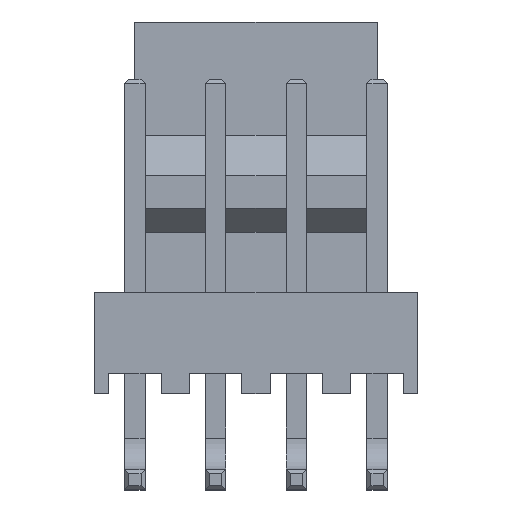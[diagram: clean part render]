
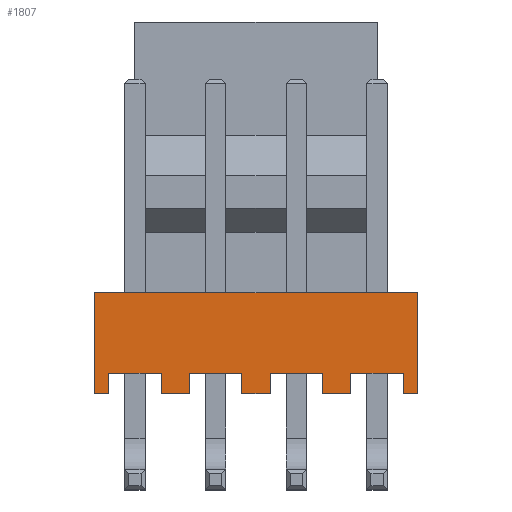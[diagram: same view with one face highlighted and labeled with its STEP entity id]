
A CAD part, top view. The second image highlights one B-rep face of the part: STEP entity #1807.
In plain terms, the highlighted planar face has unit normal (0, 0, 1).
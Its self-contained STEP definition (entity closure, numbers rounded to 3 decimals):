
#1=DIRECTION('',(0.,-1.,0.));
#2=VECTOR('',#1,3.175);
#3=CARTESIAN_POINT('',(-5.08,1.588,2.972));
#4=LINE('',#3,#2);
#17=DIRECTION('',(0.,1.,0.));
#18=VECTOR('',#17,0.635);
#19=CARTESIAN_POINT('',(-4.636,-1.588,2.972));
#20=LINE('',#19,#18);
#21=DIRECTION('',(1.,0.,0.));
#22=VECTOR('',#21,10.16);
#23=CARTESIAN_POINT('',(-5.08,1.588,2.972));
#24=LINE('',#23,#22);
#25=DIRECTION('',(0.,1.,0.));
#26=VECTOR('',#25,0.635);
#27=CARTESIAN_POINT('',(4.636,-1.588,2.972));
#28=LINE('',#27,#26);
#29=DIRECTION('',(-1.,0.,0.));
#30=VECTOR('',#29,1.651);
#31=CARTESIAN_POINT('',(4.636,-0.953,2.972));
#32=LINE('',#31,#30);
#33=DIRECTION('',(0.,1.,0.));
#34=VECTOR('',#33,0.635);
#35=CARTESIAN_POINT('',(2.985,-1.588,2.972));
#36=LINE('',#35,#34);
#37=DIRECTION('',(0.,1.,0.));
#38=VECTOR('',#37,0.635);
#39=CARTESIAN_POINT('',(2.096,-1.588,2.972));
#40=LINE('',#39,#38);
#41=DIRECTION('',(-1.,0.,0.));
#42=VECTOR('',#41,1.651);
#43=CARTESIAN_POINT('',(2.096,-0.953,2.972));
#44=LINE('',#43,#42);
#45=DIRECTION('',(0.,1.,0.));
#46=VECTOR('',#45,0.635);
#47=CARTESIAN_POINT('',(0.445,-1.588,2.972));
#48=LINE('',#47,#46);
#49=DIRECTION('',(0.,1.,0.));
#50=VECTOR('',#49,0.635);
#51=CARTESIAN_POINT('',(-0.445,-1.588,2.972));
#52=LINE('',#51,#50);
#53=DIRECTION('',(-1.,0.,0.));
#54=VECTOR('',#53,1.651);
#55=CARTESIAN_POINT('',(-0.445,-0.953,2.972));
#56=LINE('',#55,#54);
#57=DIRECTION('',(0.,1.,0.));
#58=VECTOR('',#57,0.635);
#59=CARTESIAN_POINT('',(-2.096,-1.588,2.972));
#60=LINE('',#59,#58);
#61=DIRECTION('',(0.,1.,0.));
#62=VECTOR('',#61,0.635);
#63=CARTESIAN_POINT('',(-2.985,-1.588,2.972));
#64=LINE('',#63,#62);
#65=DIRECTION('',(-1.,0.,0.));
#66=VECTOR('',#65,1.651);
#67=CARTESIAN_POINT('',(-2.985,-0.953,2.972));
#68=LINE('',#67,#66);
#97=DIRECTION('',(1.,0.,0.));
#98=VECTOR('',#97,0.445);
#99=CARTESIAN_POINT('',(4.636,-1.588,2.972));
#100=LINE('',#99,#98);
#105=DIRECTION('',(1.,0.,0.));
#106=VECTOR('',#105,0.889);
#107=CARTESIAN_POINT('',(2.096,-1.588,2.972));
#108=LINE('',#107,#106);
#117=DIRECTION('',(1.,0.,0.));
#118=VECTOR('',#117,0.889);
#119=CARTESIAN_POINT('',(-0.445,-1.588,2.972));
#120=LINE('',#119,#118);
#129=DIRECTION('',(1.,0.,0.));
#130=VECTOR('',#129,0.445);
#131=CARTESIAN_POINT('',(-5.08,-1.588,2.972));
#132=LINE('',#131,#130);
#137=DIRECTION('',(1.,0.,0.));
#138=VECTOR('',#137,0.889);
#139=CARTESIAN_POINT('',(-2.985,-1.588,2.972));
#140=LINE('',#139,#138);
#483=DIRECTION('',(0.,-1.,0.));
#484=VECTOR('',#483,3.175);
#485=CARTESIAN_POINT('',(5.08,1.588,2.972));
#486=LINE('',#485,#484);
#1329=CARTESIAN_POINT('',(-5.08,1.588,2.972));
#1330=CARTESIAN_POINT('',(-5.08,-1.588,2.972));
#1331=VERTEX_POINT('',#1329);
#1332=VERTEX_POINT('',#1330);
#1337=CARTESIAN_POINT('',(5.08,1.588,2.972));
#1338=CARTESIAN_POINT('',(5.08,-1.588,2.972));
#1339=VERTEX_POINT('',#1337);
#1340=VERTEX_POINT('',#1338);
#1377=CARTESIAN_POINT('',(2.985,-1.588,2.972));
#1378=CARTESIAN_POINT('',(2.985,-0.953,2.972));
#1379=VERTEX_POINT('',#1377);
#1380=VERTEX_POINT('',#1378);
#1381=CARTESIAN_POINT('',(4.636,-1.588,2.972));
#1382=CARTESIAN_POINT('',(4.636,-0.953,2.972));
#1383=VERTEX_POINT('',#1381);
#1384=VERTEX_POINT('',#1382);
#1393=CARTESIAN_POINT('',(0.445,-1.588,2.972));
#1394=CARTESIAN_POINT('',(0.445,-0.953,2.972));
#1395=VERTEX_POINT('',#1393);
#1396=VERTEX_POINT('',#1394);
#1397=CARTESIAN_POINT('',(2.096,-1.588,2.972));
#1398=CARTESIAN_POINT('',(2.096,-0.953,2.972));
#1399=VERTEX_POINT('',#1397);
#1400=VERTEX_POINT('',#1398);
#1409=CARTESIAN_POINT('',(-2.096,-1.588,2.972));
#1410=CARTESIAN_POINT('',(-2.096,-0.953,2.972));
#1411=VERTEX_POINT('',#1409);
#1412=VERTEX_POINT('',#1410);
#1413=CARTESIAN_POINT('',(-0.445,-1.588,2.972));
#1414=CARTESIAN_POINT('',(-0.445,-0.953,2.972));
#1415=VERTEX_POINT('',#1413);
#1416=VERTEX_POINT('',#1414);
#1425=CARTESIAN_POINT('',(-4.636,-1.588,2.972));
#1426=CARTESIAN_POINT('',(-4.636,-0.953,2.972));
#1427=VERTEX_POINT('',#1425);
#1428=VERTEX_POINT('',#1426);
#1429=CARTESIAN_POINT('',(-2.985,-1.588,2.972));
#1430=CARTESIAN_POINT('',(-2.985,-0.953,2.972));
#1431=VERTEX_POINT('',#1429);
#1432=VERTEX_POINT('',#1430);
#1761=CARTESIAN_POINT('',(-5.08,1.588,2.972));
#1762=DIRECTION('',(0.,0.,1.));
#1763=DIRECTION('',(0.,-1.,0.));
#1764=AXIS2_PLACEMENT_3D('',#1761,#1762,#1763);
#1765=PLANE('',#1764);
#1767=ORIENTED_EDGE('',*,*,#1766,.F.);
#1769=ORIENTED_EDGE('',*,*,#1768,.F.);
#1770=ORIENTED_EDGE('',*,*,#1750,.F.);
#1772=ORIENTED_EDGE('',*,*,#1771,.T.);
#1774=ORIENTED_EDGE('',*,*,#1773,.T.);
#1776=ORIENTED_EDGE('',*,*,#1775,.F.);
#1778=ORIENTED_EDGE('',*,*,#1777,.T.);
#1780=ORIENTED_EDGE('',*,*,#1779,.T.);
#1782=ORIENTED_EDGE('',*,*,#1781,.F.);
#1784=ORIENTED_EDGE('',*,*,#1783,.F.);
#1786=ORIENTED_EDGE('',*,*,#1785,.T.);
#1788=ORIENTED_EDGE('',*,*,#1787,.T.);
#1790=ORIENTED_EDGE('',*,*,#1789,.F.);
#1792=ORIENTED_EDGE('',*,*,#1791,.F.);
#1794=ORIENTED_EDGE('',*,*,#1793,.T.);
#1796=ORIENTED_EDGE('',*,*,#1795,.T.);
#1798=ORIENTED_EDGE('',*,*,#1797,.F.);
#1800=ORIENTED_EDGE('',*,*,#1799,.F.);
#1802=ORIENTED_EDGE('',*,*,#1801,.T.);
#1804=ORIENTED_EDGE('',*,*,#1803,.T.);
#1805=EDGE_LOOP('',(#1767,#1769,#1770,#1772,#1774,#1776,#1778,#1780,#1782,#1784,
#1786,#1788,#1790,#1792,#1794,#1796,#1798,#1800,#1802,#1804));
#1806=FACE_OUTER_BOUND('',#1805,.F.);
#1807=ADVANCED_FACE('',(#1806),#1765,.T.);
#1750=EDGE_CURVE('',#1331,#1332,#4,.T.);
#1766=EDGE_CURVE('',#1427,#1428,#20,.T.);
#1768=EDGE_CURVE('',#1332,#1427,#132,.T.);
#1771=EDGE_CURVE('',#1331,#1339,#24,.T.);
#1773=EDGE_CURVE('',#1339,#1340,#486,.T.);
#1775=EDGE_CURVE('',#1383,#1340,#100,.T.);
#1777=EDGE_CURVE('',#1383,#1384,#28,.T.);
#1779=EDGE_CURVE('',#1384,#1380,#32,.T.);
#1781=EDGE_CURVE('',#1379,#1380,#36,.T.);
#1783=EDGE_CURVE('',#1399,#1379,#108,.T.);
#1785=EDGE_CURVE('',#1399,#1400,#40,.T.);
#1787=EDGE_CURVE('',#1400,#1396,#44,.T.);
#1789=EDGE_CURVE('',#1395,#1396,#48,.T.);
#1791=EDGE_CURVE('',#1415,#1395,#120,.T.);
#1793=EDGE_CURVE('',#1415,#1416,#52,.T.);
#1795=EDGE_CURVE('',#1416,#1412,#56,.T.);
#1797=EDGE_CURVE('',#1411,#1412,#60,.T.);
#1799=EDGE_CURVE('',#1431,#1411,#140,.T.);
#1801=EDGE_CURVE('',#1431,#1432,#64,.T.);
#1803=EDGE_CURVE('',#1432,#1428,#68,.T.);
